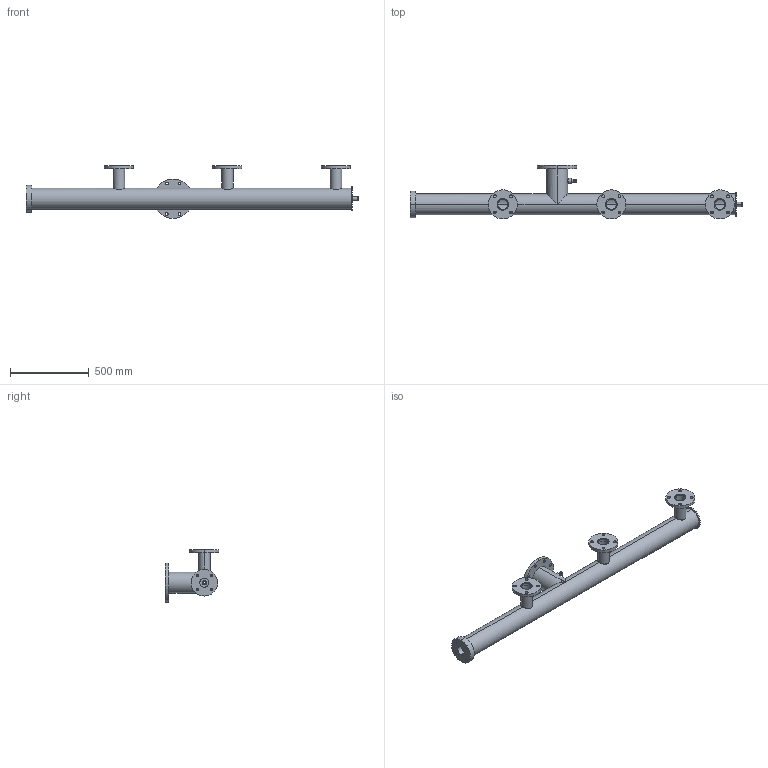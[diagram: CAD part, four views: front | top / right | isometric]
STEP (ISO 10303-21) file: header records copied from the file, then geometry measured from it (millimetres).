
FILE_DESCRIPTION (( 'STEP AP203' ), '1' );
FILE_NAME ('3996-65_REV_.step', '2026-02-22T02:38:15', ( '' ), ( '' ), 'SwSTEP 2.0', 'SolidWorks 2025', '' );
FILE_SCHEMA (( 'CONFIG_CONTROL_DESIGN' ));
Length unit declared in the file: millimetre
Products named in the file (8): OEM-15-3000-TO_OEM-15-3000-TO; 125NBx133OD-PN16-SO-MS; OEM-15-TN-MS; 65NBx4-PN16-SO-MS_65NB BORE; OEM-15-150-MS-S_4452K344; 3996-65-10 Part; 3996-65_REV_; 3996-65-10 Assy
Assembly tree (9 placements, depth 3):
  3996-65_REV_
    3996-65-10 Assy
      3996-65-10 Part
      65NBx4-PN16-SO-MS_65NB BORE  x3
      125NBx133OD-PN16-SO-MS
      OEM-15-150-MS-S_4452K344
    OEM-15-3000-TO_OEM-15-3000-TO
    OEM-15-TN-MS
Bounding box: 2110.1 x 342.5 x 335 mm (x, y, z)
Volume: 6741096.9 mm3; surface area: 2389358.8 mm2
Topology: 14 solids, 14 shells, 193 faces, 468 edges, 294 vertices
Faces by surface type: cylinder 134, cone 28, plane 26, bspline 5
Entity records: 9823 total; most frequent: CARTESIAN_POINT 5097, DIRECTION 813, ORIENTED_EDGE 776, EDGE_CURVE 388, AXIS2_PLACEMENT_3D 336, VERTEX_POINT 246, EDGE_LOOP 222, FACE_OUTER_BOUND 165
